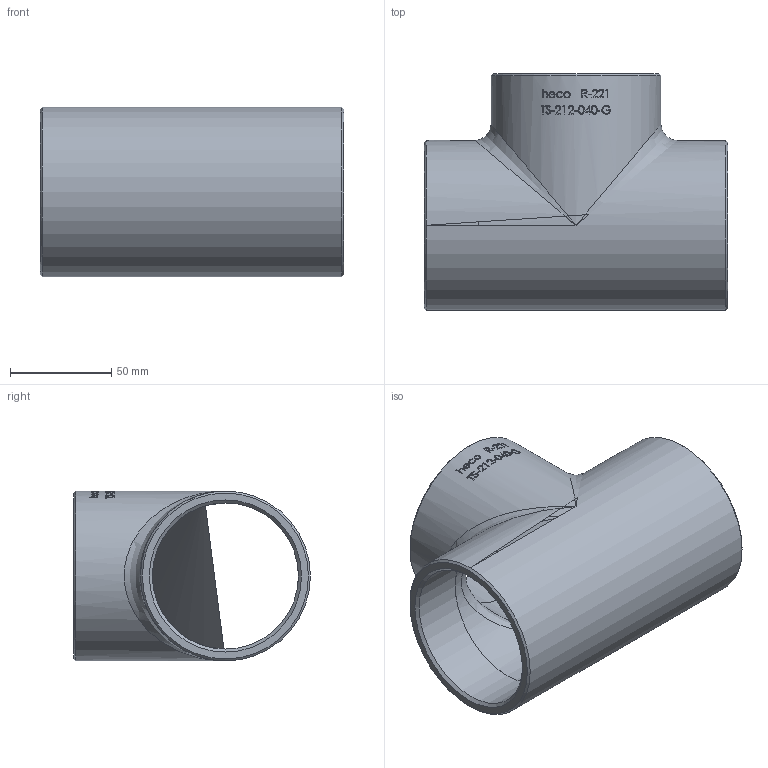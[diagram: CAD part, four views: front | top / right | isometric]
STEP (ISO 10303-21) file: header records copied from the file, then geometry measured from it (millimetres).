
FILE_DESCRIPTION (( 'STEP AP214' ), '1' );
FILE_NAME ('TS-212-040-G R-221 T-Stück 2011.STEP', '2020-11-18T09:15:36', ( '' ), ( '' ), 'SwSTEP 2.0', 'SolidWorks 2019', '' );
FILE_SCHEMA (( 'AUTOMOTIVE_DESIGN' ));
Length unit declared in the file: millimetre
Products named in the file (1): TS-212-040-G R-221 T-Stück 2011
Bounding box: 150 x 117 x 84 mm (x, y, z)
Volume: 252328.3 mm3; surface area: 88576.7 mm2
Topology: 1 solids, 1 shells, 50 faces, 260 edges, 233 vertices
Faces by surface type: cylinder 34, plane 6, cone 6, bspline 4
Full cylindrical faces by diameter (mm): 72.206 x2, 72.226 x3, 84 x2
Entity records: 6783 total; most frequent: CARTESIAN_POINT 4652, ORIENTED_EDGE 470, DIRECTION 260, EDGE_CURVE 235, VERTEX_POINT 231, B_SPLINE_CURVE_WITH_KNOTS 127, AXIS2_PLACEMENT_3D 113, EDGE_LOOP 98
